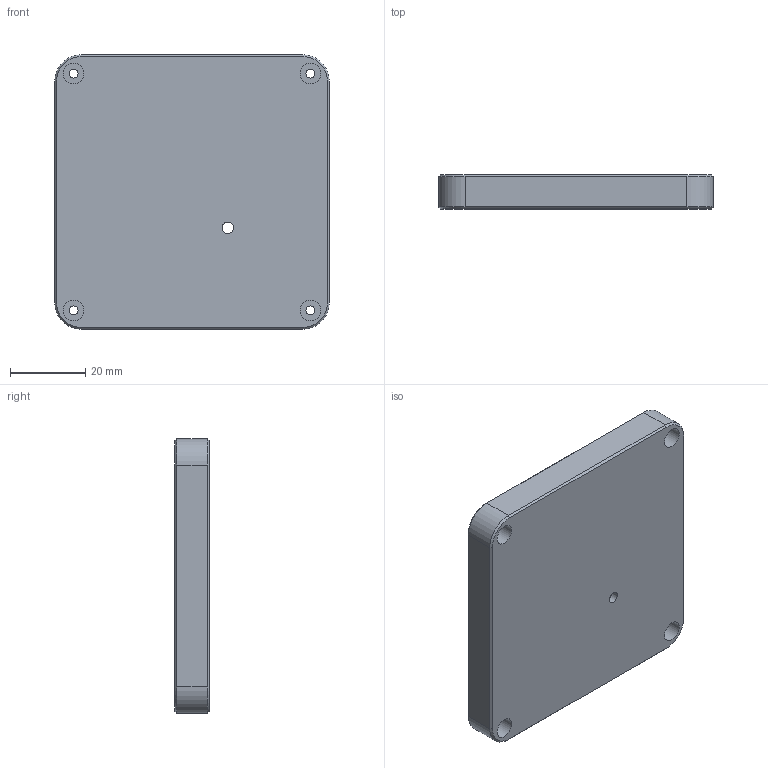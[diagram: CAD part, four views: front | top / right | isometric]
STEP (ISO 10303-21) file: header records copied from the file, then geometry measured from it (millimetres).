
FILE_DESCRIPTION(/* description */ (''),/* implementation_level */ '2;1');
FILE_NAME(/* name */ 'Aioli Bottom.step',/* time_stamp */ '2022-03-19T16:30:37-04:00',/* author */ (''),/* organization */ (''),/* preprocessor_version */ 'ST-DEVELOPER v18.1',/* originating_system */ 'Autodesk Translation Framework v10.13.0.1454',/* authorisation */ '');
FILE_SCHEMA (('AUTOMOTIVE_DESIGN { 1 0 10303 214 3 1 1 }'));
Length unit declared in the file: millimetre
Products named in the file (1): Case
Bounding box: 73.15 x 9.1 x 73.15 mm (x, y, z)
Volume: 23969.9 mm3; surface area: 15220.1 mm2
Topology: 1 solids, 1 shells, 78 faces, 197 edges, 126 vertices
Faces by surface type: plane 39, cylinder 31, cone 8
Full cylindrical faces by diameter (mm): 2.4 x4, 3 x1, 5.5 x4
Entity records: 2407 total; most frequent: DIRECTION 421, CARTESIAN_POINT 414, ORIENTED_EDGE 394, EDGE_CURVE 197, AXIS2_PLACEMENT_3D 149, VERTEX_POINT 126, LINE 123, VECTOR 123
